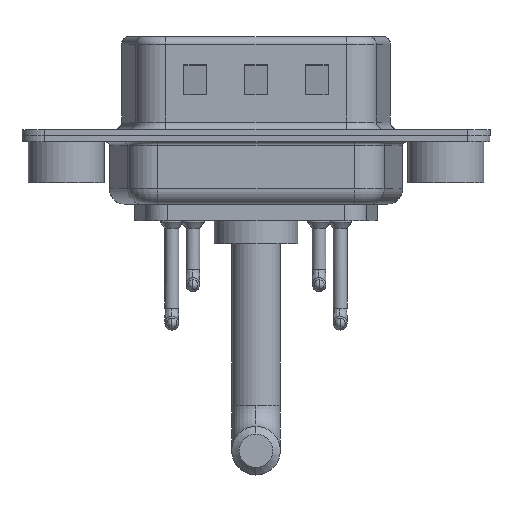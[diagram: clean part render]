
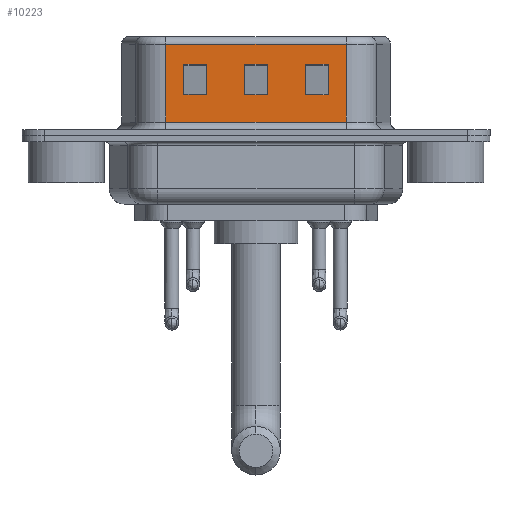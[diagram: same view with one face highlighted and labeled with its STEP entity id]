
A CAD part, front view. The second image highlights one B-rep face of the part: STEP entity #10223.
In plain terms, the highlighted planar face has unit normal (0, -1, 0).
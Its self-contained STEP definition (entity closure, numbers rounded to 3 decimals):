
#26 = VERTEX_POINT ( 'NONE', #13061 ) ;
#230 = ORIENTED_EDGE ( 'NONE', *, *, #4566, .T. ) ;
#293 = CARTESIAN_POINT ( 'NONE',  ( 6.549, -4.55, 6.02 ) ) ;
#363 = CARTESIAN_POINT ( 'NONE',  ( 22.451, -4.55, 4.705 ) ) ;
#685 = VECTOR ( 'NONE', #6341, 1000. ) ;
#701 = FACE_BOUND ( 'NONE', #17000, .T. ) ;
#737 = ORIENTED_EDGE ( 'NONE', *, *, #8229, .T. ) ;
#1036 = ORIENTED_EDGE ( 'NONE', *, *, #3167, .F. ) ;
#1223 = CARTESIAN_POINT ( 'NONE',  ( 14.451, -4.55, 4.705 ) ) ;
#1463 = EDGE_CURVE ( 'NONE', #7875, #11881, #6121, .T. ) ;
#1728 = EDGE_CURVE ( 'NONE', #6315, #7875, #19054, .T. ) ;
#1788 = DIRECTION ( 'NONE',  ( -1., 0., 0. ) ) ;
#1967 = CARTESIAN_POINT ( 'NONE',  ( 18.451, -4.55, 6.02 ) ) ;
#2032 = LINE ( 'NONE', #6283, #18186 ) ;
#2033 = VERTEX_POINT ( 'NONE', #10013 ) ;
#2172 = VECTOR ( 'NONE', #14753, 1000. ) ;
#2238 = VECTOR ( 'NONE', #7883, 1000. ) ;
#2249 = CARTESIAN_POINT ( 'NONE',  ( 7.75, -4.55, 4.705 ) ) ;
#2309 = CARTESIAN_POINT ( 'NONE',  ( 18.451, -4.55, 0.9 ) ) ;
#2477 = VERTEX_POINT ( 'NONE', #12917 ) ;
#2498 = ORIENTED_EDGE ( 'NONE', *, *, #6381, .T. ) ;
#2562 = DIRECTION ( 'NONE',  ( -1., 0., 0. ) ) ;
#2660 = ORIENTED_EDGE ( 'NONE', *, *, #10611, .T. ) ;
#2710 = VERTEX_POINT ( 'NONE', #9467 ) ;
#2780 = VECTOR ( 'NONE', #12186, 1000. ) ;
#2895 = EDGE_CURVE ( 'NONE', #15331, #26, #15840, .T. ) ;
#2899 = VERTEX_POINT ( 'NONE', #12600 ) ;
#2959 = VECTOR ( 'NONE', #11995, 1000. ) ;
#3167 = EDGE_CURVE ( 'NONE', #14084, #13798, #4527, .T. ) ;
#3252 = LINE ( 'NONE', #1967, #8427 ) ;
#3695 = VECTOR ( 'NONE', #4408, 1000. ) ;
#4038 = PLANE ( 'NONE',  #6303 ) ;
#4169 = EDGE_LOOP ( 'NONE', ( #230, #7899, #16724, #2498 ) ) ;
#4408 = DIRECTION ( 'NONE',  ( 0., 0., -1. ) ) ;
#4495 = CARTESIAN_POINT ( 'NONE',  ( 18.451, -4.55, 2.705 ) ) ;
#4527 = LINE ( 'NONE', #13472, #2959 ) ;
#4566 = EDGE_CURVE ( 'NONE', #5249, #2033, #17663, .T. ) ;
#4997 = CARTESIAN_POINT ( 'NONE',  ( 11.75, -4.55, 4.705 ) ) ;
#5100 = DIRECTION ( 'NONE',  ( 0., 1., 0. ) ) ;
#5204 = CARTESIAN_POINT ( 'NONE',  ( 14.451, -4.55, 2.705 ) ) ;
#5249 = VERTEX_POINT ( 'NONE', #15162 ) ;
#5297 = FACE_BOUND ( 'NONE', #4169, .T. ) ;
#5340 = DIRECTION ( 'NONE',  ( 0., 0., -1. ) ) ;
#5416 = VECTOR ( 'NONE', #8867, 1000. ) ;
#5768 = ORIENTED_EDGE ( 'NONE', *, *, #14901, .T. ) ;
#5930 = EDGE_CURVE ( 'NONE', #11881, #10175, #15083, .T. ) ;
#6121 = LINE ( 'NONE', #12204, #2238 ) ;
#6283 = CARTESIAN_POINT ( 'NONE',  ( 17.25, -4.55, 6.52 ) ) ;
#6303 = AXIS2_PLACEMENT_3D ( 'NONE', #11389, #5100, #2562 ) ;
#6315 = VERTEX_POINT ( 'NONE', #19171 ) ;
#6341 = DIRECTION ( 'NONE',  ( 1., 0., 0. ) ) ;
#6381 = EDGE_CURVE ( 'NONE', #7126, #5249, #14663, .T. ) ;
#6403 = EDGE_CURVE ( 'NONE', #14084, #15331, #3252, .T. ) ;
#7126 = VERTEX_POINT ( 'NONE', #2249 ) ;
#7195 = VECTOR ( 'NONE', #1788, 1000. ) ;
#7296 = LINE ( 'NONE', #8369, #10361 ) ;
#7302 = ORIENTED_EDGE ( 'NONE', *, *, #7840, .T. ) ;
#7660 = DIRECTION ( 'NONE',  ( -1., 0., 0. ) ) ;
#7801 = LINE ( 'NONE', #363, #685 ) ;
#7840 = EDGE_CURVE ( 'NONE', #2477, #2710, #2032, .T. ) ;
#7875 = VERTEX_POINT ( 'NONE', #4997 ) ;
#7883 = DIRECTION ( 'NONE',  ( 1., 0., 0. ) ) ;
#7899 = ORIENTED_EDGE ( 'NONE', *, *, #14064, .T. ) ;
#8157 = CARTESIAN_POINT ( 'NONE',  ( 18.451, -4.55, 6.02 ) ) ;
#8229 = EDGE_CURVE ( 'NONE', #10175, #6315, #10411, .T. ) ;
#8369 = CARTESIAN_POINT ( 'NONE',  ( 15.75, -4.55, 6.52 ) ) ;
#8427 = VECTOR ( 'NONE', #7660, 1000. ) ;
#8746 = ORIENTED_EDGE ( 'NONE', *, *, #14889, .T. ) ;
#8768 = LINE ( 'NONE', #16132, #11844 ) ;
#8867 = DIRECTION ( 'NONE',  ( 0., 0., 1. ) ) ;
#9467 = CARTESIAN_POINT ( 'NONE',  ( 17.25, -4.55, 2.705 ) ) ;
#10013 = CARTESIAN_POINT ( 'NONE',  ( 9.25, -4.55, 2.705 ) ) ;
#10057 = CARTESIAN_POINT ( 'NONE',  ( 22.451, -4.55, 2.705 ) ) ;
#10175 = VERTEX_POINT ( 'NONE', #18167 ) ;
#10192 = ORIENTED_EDGE ( 'NONE', *, *, #2895, .T. ) ;
#10223 = ADVANCED_FACE ( 'NONE', ( #5297, #701, #18843, #14535 ), #4038, .F. ) ;
#10361 = VECTOR ( 'NONE', #14559, 1000. ) ;
#10411 = LINE ( 'NONE', #4495, #12242 ) ;
#10492 = DIRECTION ( 'NONE',  ( -1., 0., 0. ) ) ;
#10611 = EDGE_CURVE ( 'NONE', #16476, #2477, #7801, .T. ) ;
#10726 = VECTOR ( 'NONE', #5340, 1000. ) ;
#10844 = EDGE_LOOP ( 'NONE', ( #14052, #11225, #737, #11473 ) ) ;
#11225 = ORIENTED_EDGE ( 'NONE', *, *, #5930, .T. ) ;
#11389 = CARTESIAN_POINT ( 'NONE',  ( 18.451, -4.55, 6.52 ) ) ;
#11393 = CARTESIAN_POINT ( 'NONE',  ( 15.75, -4.55, 4.705 ) ) ;
#11473 = ORIENTED_EDGE ( 'NONE', *, *, #1728, .T. ) ;
#11844 = VECTOR ( 'NONE', #19345, 1000. ) ;
#11881 = VERTEX_POINT ( 'NONE', #18611 ) ;
#11995 = DIRECTION ( 'NONE',  ( 0., 0., -1. ) ) ;
#12186 = DIRECTION ( 'NONE',  ( 1., 0., 0. ) ) ;
#12204 = CARTESIAN_POINT ( 'NONE',  ( 18.451, -4.55, 4.705 ) ) ;
#12216 = ORIENTED_EDGE ( 'NONE', *, *, #19072, .T. ) ;
#12242 = VECTOR ( 'NONE', #10492, 1000. ) ;
#12600 = CARTESIAN_POINT ( 'NONE',  ( 7.75, -4.55, 2.705 ) ) ;
#12917 = CARTESIAN_POINT ( 'NONE',  ( 17.25, -4.55, 4.705 ) ) ;
#13061 = CARTESIAN_POINT ( 'NONE',  ( 6.549, -4.55, 0.9 ) ) ;
#13372 = ORIENTED_EDGE ( 'NONE', *, *, #6403, .T. ) ;
#13472 = CARTESIAN_POINT ( 'NONE',  ( 18.451, -4.55, 6.52 ) ) ;
#13595 = DIRECTION ( 'NONE',  ( 0., 0., -1. ) ) ;
#13798 = VERTEX_POINT ( 'NONE', #2309 ) ;
#14041 = LINE ( 'NONE', #14147, #14967 ) ;
#14052 = ORIENTED_EDGE ( 'NONE', *, *, #1463, .T. ) ;
#14064 = EDGE_CURVE ( 'NONE', #2033, #2899, #18645, .T. ) ;
#14084 = VERTEX_POINT ( 'NONE', #8157 ) ;
#14147 = CARTESIAN_POINT ( 'NONE',  ( 7.75, -4.55, 6.52 ) ) ;
#14174 = CARTESIAN_POINT ( 'NONE',  ( 6.549, -4.55, 6.52 ) ) ;
#14498 = EDGE_LOOP ( 'NONE', ( #1036, #13372, #10192, #12216 ) ) ;
#14535 = FACE_OUTER_BOUND ( 'NONE', #14498, .T. ) ;
#14559 = DIRECTION ( 'NONE',  ( 0., 0., 1. ) ) ;
#14663 = LINE ( 'NONE', #1223, #2780 ) ;
#14753 = DIRECTION ( 'NONE',  ( -1., 0., 0. ) ) ;
#14889 = EDGE_CURVE ( 'NONE', #2710, #15495, #17505, .T. ) ;
#14901 = EDGE_CURVE ( 'NONE', #15495, #16476, #7296, .T. ) ;
#14967 = VECTOR ( 'NONE', #18642, 1000. ) ;
#15083 = LINE ( 'NONE', #17832, #19353 ) ;
#15162 = CARTESIAN_POINT ( 'NONE',  ( 9.25, -4.55, 4.705 ) ) ;
#15331 = VERTEX_POINT ( 'NONE', #293 ) ;
#15495 = VERTEX_POINT ( 'NONE', #15794 ) ;
#15794 = CARTESIAN_POINT ( 'NONE',  ( 15.75, -4.55, 2.705 ) ) ;
#15840 = LINE ( 'NONE', #14174, #10726 ) ;
#16132 = CARTESIAN_POINT ( 'NONE',  ( 18.451, -4.55, 0.9 ) ) ;
#16476 = VERTEX_POINT ( 'NONE', #11393 ) ;
#16724 = ORIENTED_EDGE ( 'NONE', *, *, #19271, .T. ) ;
#16882 = DIRECTION ( 'NONE',  ( 0., 0., -1. ) ) ;
#17000 = EDGE_LOOP ( 'NONE', ( #7302, #8746, #5768, #2660 ) ) ;
#17467 = CARTESIAN_POINT ( 'NONE',  ( 9.25, -4.55, 6.52 ) ) ;
#17505 = LINE ( 'NONE', #10057, #2172 ) ;
#17663 = LINE ( 'NONE', #17467, #3695 ) ;
#17832 = CARTESIAN_POINT ( 'NONE',  ( 13.25, -4.55, 6.52 ) ) ;
#18167 = CARTESIAN_POINT ( 'NONE',  ( 13.25, -4.55, 2.705 ) ) ;
#18186 = VECTOR ( 'NONE', #16882, 1000. ) ;
#18611 = CARTESIAN_POINT ( 'NONE',  ( 13.25, -4.55, 4.705 ) ) ;
#18642 = DIRECTION ( 'NONE',  ( 0., 0., 1. ) ) ;
#18645 = LINE ( 'NONE', #5204, #7195 ) ;
#18843 = FACE_BOUND ( 'NONE', #10844, .T. ) ;
#18955 = CARTESIAN_POINT ( 'NONE',  ( 11.75, -4.55, 6.52 ) ) ;
#19054 = LINE ( 'NONE', #18955, #5416 ) ;
#19072 = EDGE_CURVE ( 'NONE', #26, #13798, #8768, .T. ) ;
#19171 = CARTESIAN_POINT ( 'NONE',  ( 11.75, -4.55, 2.705 ) ) ;
#19271 = EDGE_CURVE ( 'NONE', #2899, #7126, #14041, .T. ) ;
#19345 = DIRECTION ( 'NONE',  ( 1., 0., 0. ) ) ;
#19353 = VECTOR ( 'NONE', #13595, 1000. ) ;
